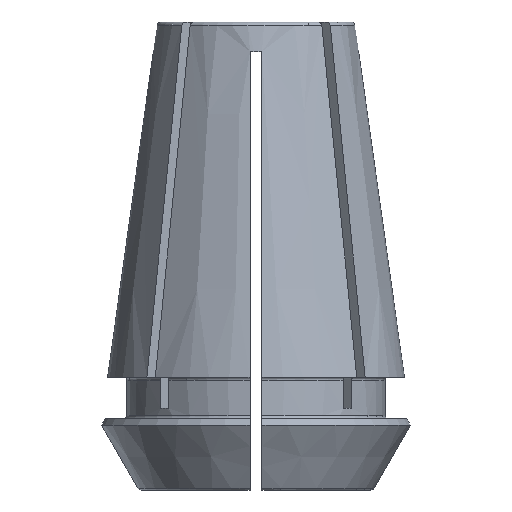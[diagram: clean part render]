
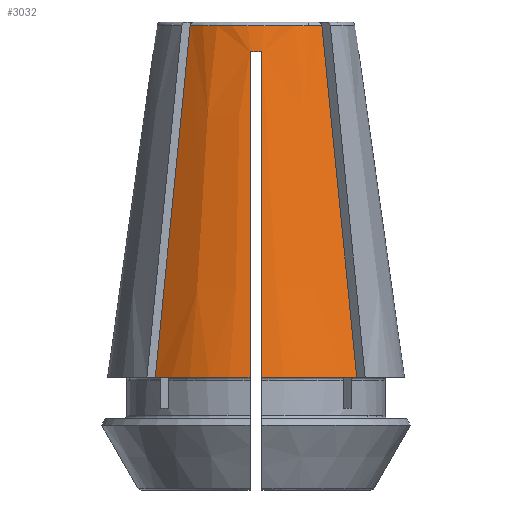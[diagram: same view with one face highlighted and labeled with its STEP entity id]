
A CAD part, front view. The second image highlights one B-rep face of the part: STEP entity #3032.
In plain terms, the highlighted conical face has half-angle 8 degrees and reference radius 6.641 mm.
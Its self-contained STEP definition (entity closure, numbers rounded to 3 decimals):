
#169=B_SPLINE_CURVE_WITH_KNOTS('',3,(#5140,#5141,#5142,#5143,#5144,#5145,
#5146,#5147,#5148,#5149),.UNSPECIFIED.,.F.,.F.,(4,3,3,4),(0.01,
0.013,0.026,0.032),.UNSPECIFIED.);
#178=B_SPLINE_CURVE_WITH_KNOTS('',3,(#5237,#5238,#5239,#5240,#5241,#5242,
#5243),.UNSPECIFIED.,.F.,.F.,(4,3,4),(0.,0.012,
0.024),.UNSPECIFIED.);
#196=B_SPLINE_CURVE_WITH_KNOTS('',3,(#5443,#5444,#5445,#5446,#5447,#5448,
#5449),.UNSPECIFIED.,.F.,.F.,(4,3,4),(0.,0.018,
0.024),.UNSPECIFIED.);
#197=B_SPLINE_CURVE_WITH_KNOTS('',3,(#5454,#5455,#5456,#5457,#5458,#5459,
#5460,#5461,#5462,#5463),.UNSPECIFIED.,.F.,.F.,(4,3,3,4),(0.01,
0.013,0.026,0.032),.UNSPECIFIED.);
#248=CONICAL_SURFACE('',#3373,6.641,0.14);
#400=CIRCLE('',#3321,6.922);
#424=CIRCLE('',#3374,10.);
#425=CIRCLE('',#3375,6.677);
#426=CIRCLE('',#3376,10.);
#1046=ORIENTED_EDGE('',*,*,#1815,.T.);
#1047=ORIENTED_EDGE('',*,*,#1816,.T.);
#1048=ORIENTED_EDGE('',*,*,#1817,.F.);
#1049=ORIENTED_EDGE('',*,*,#1745,.T.);
#1050=ORIENTED_EDGE('',*,*,#1818,.T.);
#1051=ORIENTED_EDGE('',*,*,#1819,.F.);
#1052=ORIENTED_EDGE('',*,*,#1703,.F.);
#1053=ORIENTED_EDGE('',*,*,#1712,.T.);
#1703=EDGE_CURVE('',#2125,#2127,#400,.T.);
#1712=EDGE_CURVE('',#2125,#2131,#169,.T.);
#1745=EDGE_CURVE('',#2152,#2151,#178,.T.);
#1815=EDGE_CURVE('',#2131,#2188,#424,.T.);
#1816=EDGE_CURVE('',#2188,#2189,#196,.T.);
#1817=EDGE_CURVE('',#2152,#2189,#425,.T.);
#1818=EDGE_CURVE('',#2151,#2190,#426,.T.);
#1819=EDGE_CURVE('',#2127,#2190,#197,.T.);
#2125=VERTEX_POINT('',#5117);
#2127=VERTEX_POINT('',#5120);
#2131=VERTEX_POINT('',#5139);
#2151=VERTEX_POINT('',#5236);
#2152=VERTEX_POINT('',#5244);
#2188=VERTEX_POINT('',#5442);
#2189=VERTEX_POINT('',#5450);
#2190=VERTEX_POINT('',#5453);
#2684=EDGE_LOOP('',(#1046,#1047,#1048,#1049,#1050,#1051,#1052,#1053));
#2844=FACE_BOUND('',#2684,.T.);
#3032=ADVANCED_FACE('',(#2844),#248,.T.);
#3321=AXIS2_PLACEMENT_3D('',#5119,#3999,#4000);
#3373=AXIS2_PLACEMENT_3D('',#5440,#4162,#4163);
#3374=AXIS2_PLACEMENT_3D('',#5441,#4164,#4165);
#3375=AXIS2_PLACEMENT_3D('',#5451,#4166,#4167);
#3376=AXIS2_PLACEMENT_3D('',#5452,#4168,#4169);
#3999=DIRECTION('',(0.,0.,-1.));
#4000=DIRECTION('',(-1.,0.,0.));
#4162=DIRECTION('',(0.,0.,-1.));
#4163=DIRECTION('',(-1.,0.,0.));
#4164=DIRECTION('',(0.,0.,1.));
#4165=DIRECTION('',(1.,0.,0.));
#4166=DIRECTION('',(0.,0.,1.));
#4167=DIRECTION('',(1.,0.,0.));
#4168=DIRECTION('',(0.,0.,1.));
#4169=DIRECTION('',(1.,0.,0.));
#5117=CARTESIAN_POINT('',(0.4,-6.911,24.7));
#5119=CARTESIAN_POINT('',(0.,0.,24.7));
#5120=CARTESIAN_POINT('',(-0.4,-6.911,24.7));
#5139=CARTESIAN_POINT('',(0.4,-9.992,2.8));
#5140=CARTESIAN_POINT('',(0.4,-6.911,24.7));
#5141=CARTESIAN_POINT('',(0.4,-7.043,23.76));
#5142=CARTESIAN_POINT('',(0.4,-7.175,22.819));
#5143=CARTESIAN_POINT('',(0.4,-7.308,21.879));
#5144=CARTESIAN_POINT('',(0.4,-7.905,17.638));
#5145=CARTESIAN_POINT('',(0.4,-8.501,13.396));
#5146=CARTESIAN_POINT('',(0.4,-9.098,9.155));
#5147=CARTESIAN_POINT('',(0.4,-9.396,7.037));
#5148=CARTESIAN_POINT('',(0.4,-9.694,4.918));
#5149=CARTESIAN_POINT('',(0.4,-9.992,2.8));
#5236=CARTESIAN_POINT('',(-6.783,-7.348,2.8));
#5237=CARTESIAN_POINT('',(-4.43,-4.996,26.442));
#5238=CARTESIAN_POINT('',(-4.816,-5.381,22.572));
#5239=CARTESIAN_POINT('',(-5.201,-5.766,18.703));
#5240=CARTESIAN_POINT('',(-5.586,-6.151,14.833));
#5241=CARTESIAN_POINT('',(-5.985,-6.55,10.822));
#5242=CARTESIAN_POINT('',(-6.384,-6.949,6.811));
#5243=CARTESIAN_POINT('',(-6.783,-7.348,2.8));
#5244=CARTESIAN_POINT('',(-4.43,-4.996,26.442));
#5440=CARTESIAN_POINT('',(0.,0.,26.7));
#5441=CARTESIAN_POINT('',(0.,0.,2.8));
#5442=CARTESIAN_POINT('',(6.783,-7.348,2.8));
#5443=CARTESIAN_POINT('',(6.783,-7.348,2.8));
#5444=CARTESIAN_POINT('',(6.206,-6.772,8.595));
#5445=CARTESIAN_POINT('',(5.63,-6.195,14.39));
#5446=CARTESIAN_POINT('',(5.053,-5.619,20.185));
#5447=CARTESIAN_POINT('',(4.845,-5.411,22.271));
#5448=CARTESIAN_POINT('',(4.638,-5.204,24.356));
#5449=CARTESIAN_POINT('',(4.43,-4.996,26.442));
#5450=CARTESIAN_POINT('',(4.43,-4.996,26.442));
#5451=CARTESIAN_POINT('',(0.,0.,26.442));
#5452=CARTESIAN_POINT('',(0.,0.,2.8));
#5453=CARTESIAN_POINT('',(-0.4,-9.992,2.8));
#5454=CARTESIAN_POINT('',(-0.4,-6.911,24.7));
#5455=CARTESIAN_POINT('',(-0.4,-7.043,23.76));
#5456=CARTESIAN_POINT('',(-0.4,-7.175,22.819));
#5457=CARTESIAN_POINT('',(-0.4,-7.308,21.879));
#5458=CARTESIAN_POINT('',(-0.4,-7.905,17.638));
#5459=CARTESIAN_POINT('',(-0.4,-8.501,13.396));
#5460=CARTESIAN_POINT('',(-0.4,-9.098,9.155));
#5461=CARTESIAN_POINT('',(-0.4,-9.396,7.037));
#5462=CARTESIAN_POINT('',(-0.4,-9.694,4.918));
#5463=CARTESIAN_POINT('',(-0.4,-9.992,2.8));
